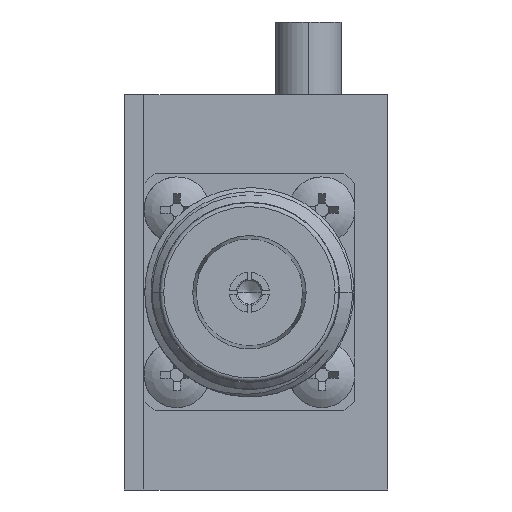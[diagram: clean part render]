
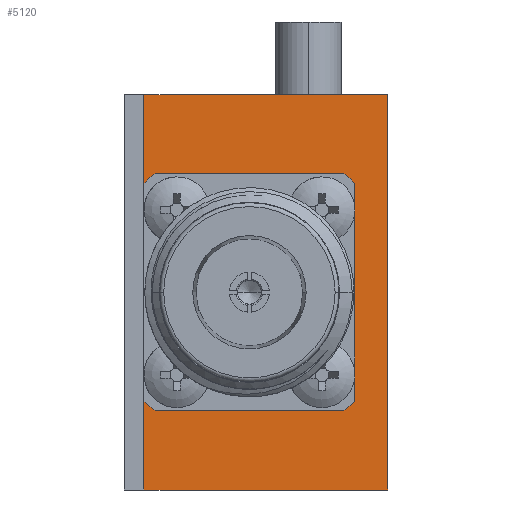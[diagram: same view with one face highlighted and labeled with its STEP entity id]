
A CAD part, left-side view. The second image highlights one B-rep face of the part: STEP entity #5120.
In plain terms, the highlighted planar face has unit normal (-1, 0, 0).
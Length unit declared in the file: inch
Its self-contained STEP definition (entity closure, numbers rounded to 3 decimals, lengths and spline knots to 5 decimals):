
#71 = DIRECTION ( 'NONE',  ( 0., -1., 0. ) ) ;
#206 = ORIENTED_EDGE ( 'NONE', *, *, #2026, .T. ) ;
#252 = ORIENTED_EDGE ( 'NONE', *, *, #4596, .F. ) ;
#323 = FACE_OUTER_BOUND ( 'NONE', #4287, .T. ) ;
#602 = LINE ( 'NONE', #2232, #642 ) ;
#642 = VECTOR ( 'NONE', #71, 39.37008 ) ;
#888 = ORIENTED_EDGE ( 'NONE', *, *, #4172, .F. ) ;
#1257 = VERTEX_POINT ( 'NONE', #3764 ) ;
#1490 = CARTESIAN_POINT ( 'NONE',  ( -1.37795, 0.72835, 0.59055 ) ) ;
#1753 = CARTESIAN_POINT ( 'NONE',  ( -1.37795, 0., 0.59055 ) ) ;
#2026 = EDGE_CURVE ( 'NONE', #4023, #2396, #6211, .T. ) ;
#2200 = CARTESIAN_POINT ( 'NONE',  ( -1.37795, 0., -0.59055 ) ) ;
#2232 = CARTESIAN_POINT ( 'NONE',  ( -1.37795, 0.72835, -0.59055 ) ) ;
#2306 = VERTEX_POINT ( 'NONE', #1490 ) ;
#2396 = VERTEX_POINT ( 'NONE', #1753 ) ;
#2411 = CARTESIAN_POINT ( 'NONE',  ( -1.37795, 0.72835, -0.59055 ) ) ;
#2443 = CARTESIAN_POINT ( 'NONE',  ( -1.37795, 0.72835, 0.59055 ) ) ;
#2460 = DIRECTION ( 'NONE',  ( 0., 0., 1. ) ) ;
#2685 = VECTOR ( 'NONE', #4061, 39.37008 ) ;
#2839 = DIRECTION ( 'NONE',  ( 0., 1., 0. ) ) ;
#2880 = EDGE_CURVE ( 'NONE', #1257, #4023, #602, .T. ) ;
#2926 = ORIENTED_EDGE ( 'NONE', *, *, #2880, .T. ) ;
#2944 = LINE ( 'NONE', #2443, #4121 ) ;
#3600 = LINE ( 'NONE', #5755, #2685 ) ;
#3764 = CARTESIAN_POINT ( 'NONE',  ( -1.37795, 0.72835, -0.59055 ) ) ;
#3964 = DIRECTION ( 'NONE',  ( 1., 0., 0. ) ) ;
#4002 = PLANE ( 'NONE',  #4751 ) ;
#4023 = VERTEX_POINT ( 'NONE', #2200 ) ;
#4061 = DIRECTION ( 'NONE',  ( 0., 0., 1. ) ) ;
#4121 = VECTOR ( 'NONE', #4556, 39.37008 ) ;
#4172 = EDGE_CURVE ( 'NONE', #2306, #2396, #2944, .T. ) ;
#4287 = EDGE_LOOP ( 'NONE', ( #206, #888, #252, #2926 ) ) ;
#4556 = DIRECTION ( 'NONE',  ( 0., -1., 0. ) ) ;
#4563 = VECTOR ( 'NONE', #2460, 39.37008 ) ;
#4596 = EDGE_CURVE ( 'NONE', #1257, #2306, #3600, .T. ) ;
#4751 = AXIS2_PLACEMENT_3D ( 'NONE', #2411, #3964, #2839 ) ;
#5120 = ADVANCED_FACE ( 'NONE', ( #323 ), #4002, .F. ) ;
#5519 = CARTESIAN_POINT ( 'NONE',  ( -1.37795, 0., -0.59055 ) ) ;
#5755 = CARTESIAN_POINT ( 'NONE',  ( -1.37795, 0.72835, -0.59055 ) ) ;
#6211 = LINE ( 'NONE', #5519, #4563 ) ;
